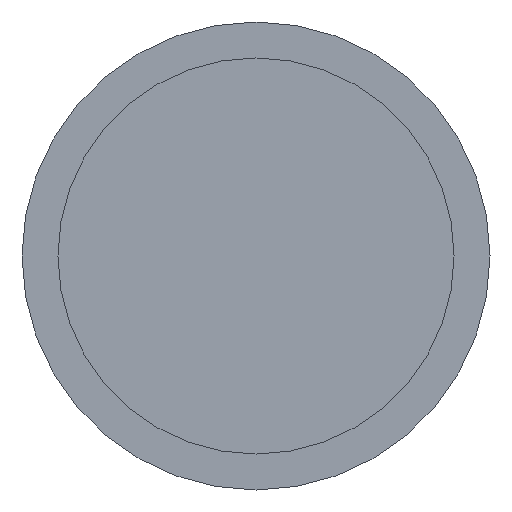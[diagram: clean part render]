
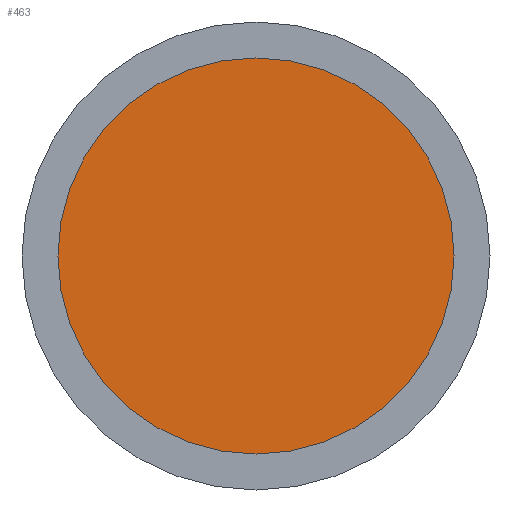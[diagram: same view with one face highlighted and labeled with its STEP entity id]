
A CAD part, front view. The second image highlights one B-rep face of the part: STEP entity #463.
In plain terms, the highlighted planar face has unit normal (0, -1, 0).
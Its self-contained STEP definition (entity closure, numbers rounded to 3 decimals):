
#54=CIRCLE('',#513,20.95);
#81=FACE_OUTER_BOUND('',#116,.T.);
#116=EDGE_LOOP('',(#418));
#234=VERTEX_POINT('',#799);
#296=EDGE_CURVE('',#234,#234,#54,.T.);
#418=ORIENTED_EDGE('',*,*,#296,.F.);
#436=PLANE('',#512);
#463=ADVANCED_FACE('',(#81),#436,.T.);
#512=AXIS2_PLACEMENT_3D('',#798,#637,#638);
#513=AXIS2_PLACEMENT_3D('',#800,#639,#640);
#637=DIRECTION('center_axis',(0.,-1.,0.));
#638=DIRECTION('ref_axis',(0.,0.,-1.));
#639=DIRECTION('center_axis',(0.,1.,0.));
#640=DIRECTION('ref_axis',(1.,0.,0.));
#798=CARTESIAN_POINT('Origin',(-20.95,0.,0.));
#799=CARTESIAN_POINT('',(-20.95,0.,0.));
#800=CARTESIAN_POINT('Origin',(0.,0.,0.));
